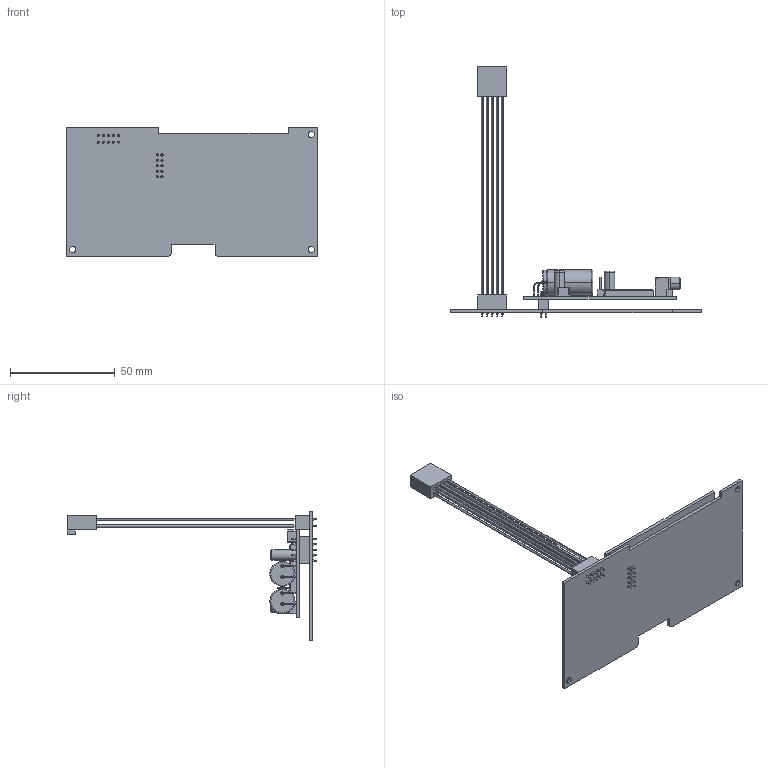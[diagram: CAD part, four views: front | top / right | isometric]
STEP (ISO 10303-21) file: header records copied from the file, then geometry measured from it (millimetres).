
FILE_DESCRIPTION (( 'STEP AP214' ), '1' );
FILE_NAME ('Ìîäóëü ñâÿçè STAR GPRS IEK.STEP', '2020-02-13T10:55:56', ( '' ), ( '' ), 'SwSTEP 2.0', 'SolidWorks 2017', '' );
FILE_SCHEMA (( 'AUTOMOTIVE_DESIGN' ));
Length unit declared in the file: millimetre
Products named in the file (1): Ìîäóëü ñâÿçè STAR GPRS IEK
Bounding box: 120 x 119.5 x 62 mm (x, y, z)
Volume: 26834.9 mm3; surface area: 30046.8 mm2
Topology: 1 solids, 1 shells, 398 faces, 909 edges, 574 vertices
Faces by surface type: plane 182, cylinder 122, cone 66, torus 28
Entity records: 11322 total; most frequent: DIRECTION 2062, CARTESIAN_POINT 1942, ORIENTED_EDGE 1818, EDGE_CURVE 909, AXIS2_PLACEMENT_3D 766, VERTEX_POINT 574, VECTOR 530, LINE 530
